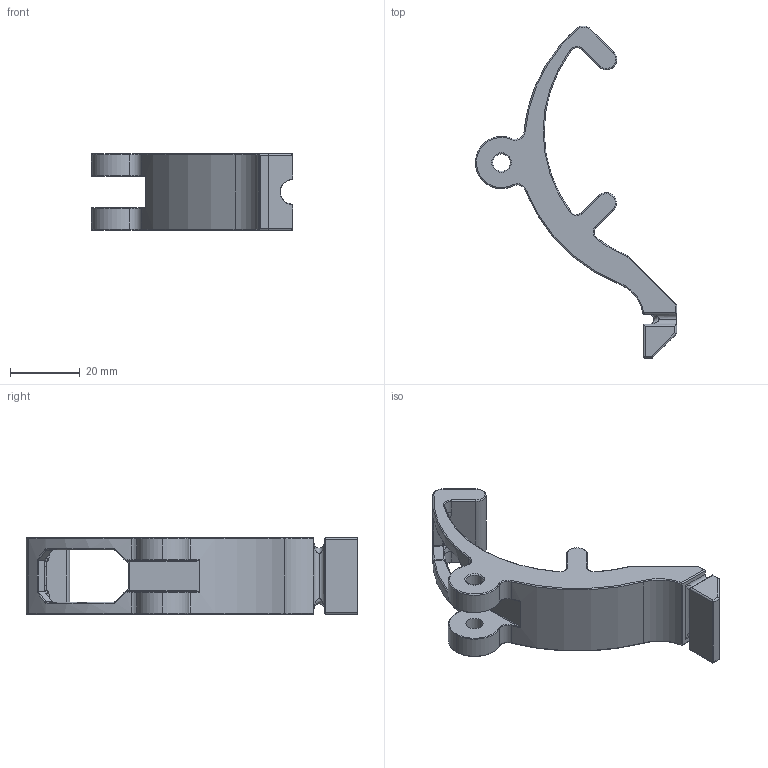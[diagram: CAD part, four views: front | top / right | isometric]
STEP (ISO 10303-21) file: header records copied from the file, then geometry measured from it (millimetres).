
FILE_DESCRIPTION (( 'STEP AP203' ), '1' );
FILE_NAME ('W0003510-003-R middle intake 54.STEP', '2024-05-27T12:23:08', ( '' ), ( '' ), 'SwSTEP 2.0', 'SolidWorks 2024', '' );
FILE_SCHEMA (( 'CONFIG_CONTROL_DESIGN' ));
Length unit declared in the file: millimetre
Products named in the file (1): W0003510-003-R middle intake 54
Bounding box: 57.73 x 95.22 x 22 mm (x, y, z)
Volume: 19651.3 mm3; surface area: 8690.5 mm2
Topology: 1 solids, 1 shells, 215 faces, 527 edges, 306 vertices
Faces by surface type: cylinder 81, torus 53, bspline 46, plane 30, sphere 3, cone 2
Entity records: 7475 total; most frequent: CARTESIAN_POINT 2764, ORIENTED_EDGE 1042, DIRECTION 941, EDGE_CURVE 521, AXIS2_PLACEMENT_3D 395, VERTEX_POINT 306, CIRCLE 225, EDGE_LOOP 219
